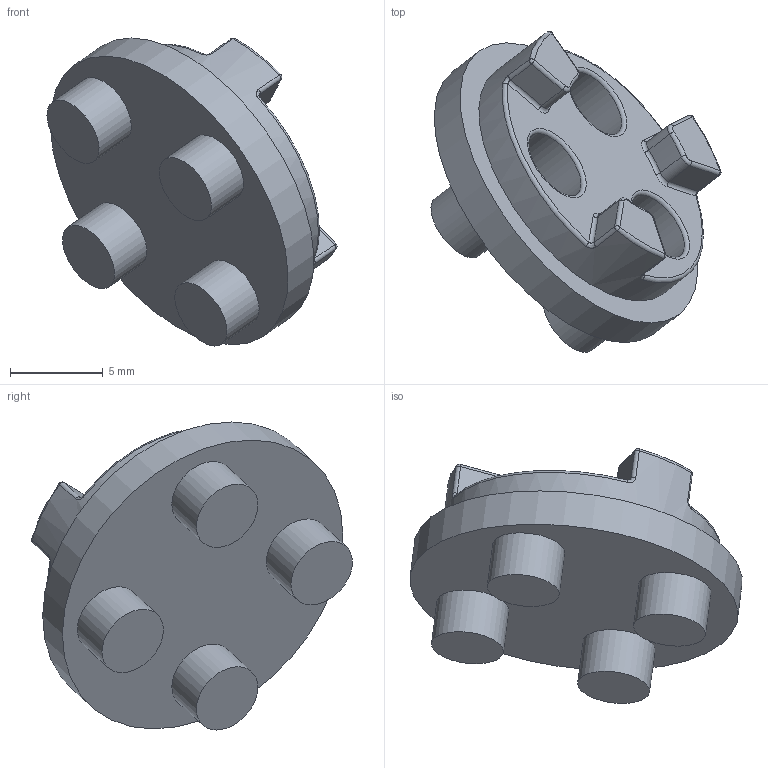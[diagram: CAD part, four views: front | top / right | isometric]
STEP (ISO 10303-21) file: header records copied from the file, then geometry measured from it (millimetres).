
FILE_DESCRIPTION(/* description */ (''),/* implementation_level */ '2;1');
FILE_NAME(/* name */ '5f8ca4682dcb3d0ed9d85cf6',/* time_stamp */ '2020-10-18T20:24:09+00:00',/* author */ (''),/* organization */ (''),/* preprocessor_version */ 'ST-DEVELOPER v16.7',/* originating_system */ $,/* authorisation */ $);
FILE_SCHEMA (('AUTOMOTIVE_DESIGN {1 0 10303 214 3 1 1}'));
Length unit declared in the file: metre
Products named in the file (1): standard_interface_ear
Bounding box: 15.62 x 17.27 x 16.58 mm (x, y, z)
Volume: 908.9 mm3; surface area: 1002.3 mm2
Topology: 1 solids, 1 shells, 94 faces, 207 edges, 117 vertices
Faces by surface type: cylinder 36, torus 27, plane 19, sphere 6, bspline 6
Full cylindrical faces by diameter (mm): 3.9 x4, 4 x3, 15 x1, 17.8 x1
Entity records: 2500 total; most frequent: CARTESIAN_POINT 489, DIRECTION 470, ORIENTED_EDGE 364, AXIS2_PLACEMENT_3D 211, EDGE_CURVE 182, CIRCLE 122, EDGE_LOOP 114, FACE_BOUND 114
